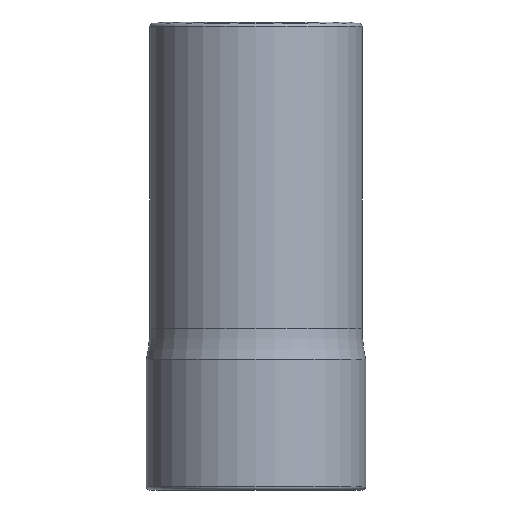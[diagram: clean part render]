
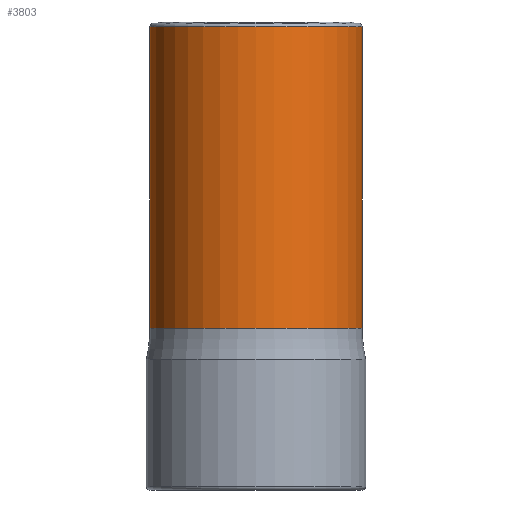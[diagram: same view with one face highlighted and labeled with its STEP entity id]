
A CAD part, front view. The second image highlights one B-rep face of the part: STEP entity #3803.
In plain terms, the highlighted cylindrical face has radius 22.75 mm (diameter 45.5 mm), a partial arc.
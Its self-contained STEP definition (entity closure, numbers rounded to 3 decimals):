
#3270=DIRECTION('',(0.,0.,1.));
#3271=VECTOR('',#3270,64.634);
#3272=CARTESIAN_POINT('',(-22.75,0.,34.366));
#3273=LINE('',#3272,#3271);
#3371=CARTESIAN_POINT('',(0.,0.,99.));
#3372=DIRECTION('',(0.,0.,1.));
#3373=DIRECTION('',(1.,0.,0.));
#3374=AXIS2_PLACEMENT_3D('',#3371,#3372,#3373);
#3379=CARTESIAN_POINT('',(0.,0.,34.366));
#3380=DIRECTION('',(0.,0.,1.));
#3381=DIRECTION('',(1.,0.,0.));
#3382=AXIS2_PLACEMENT_3D('',#3379,#3380,#3381);
#3387=DIRECTION('',(0.,0.,1.));
#3388=VECTOR('',#3387,64.634);
#3389=CARTESIAN_POINT('',(22.75,0.,34.366));
#3390=LINE('',#3389,#3388);
#3398=CARTESIAN_POINT('',(-22.75,0.,34.366));
#3399=CARTESIAN_POINT('',(22.75,0.,34.366));
#3400=VERTEX_POINT('',#3398);
#3401=VERTEX_POINT('',#3399);
#3422=CARTESIAN_POINT('',(22.75,0.,99.));
#3423=CARTESIAN_POINT('',(-22.75,0.,99.));
#3424=VERTEX_POINT('',#3422);
#3425=VERTEX_POINT('',#3423);
#3792=CARTESIAN_POINT('',(0.,0.,27.7));
#3793=DIRECTION('',(0.,0.,1.));
#3794=DIRECTION('',(1.,0.,0.));
#3795=AXIS2_PLACEMENT_3D('',#3792,#3793,#3794);
#3796=CYLINDRICAL_SURFACE('',#3795,22.75);
#3797=ORIENTED_EDGE('',*,*,#3786,.T.);
#3798=ORIENTED_EDGE('',*,*,#3688,.F.);
#3799=ORIENTED_EDGE('',*,*,#3658,.F.);
#3800=ORIENTED_EDGE('',*,*,#3685,.T.);
#3801=EDGE_LOOP('',(#3797,#3798,#3799,#3800));
#3802=FACE_OUTER_BOUND('',#3801,.F.);
#3803=ADVANCED_FACE('',(#3802),#3796,.T.);
#3375=CIRCLE('',#3374,22.75);
#3383=CIRCLE('',#3382,22.75);
#3658=EDGE_CURVE('',#3401,#3400,#3383,.T.);
#3685=EDGE_CURVE('',#3401,#3424,#3390,.T.);
#3688=EDGE_CURVE('',#3400,#3425,#3273,.T.);
#3786=EDGE_CURVE('',#3424,#3425,#3375,.T.);
